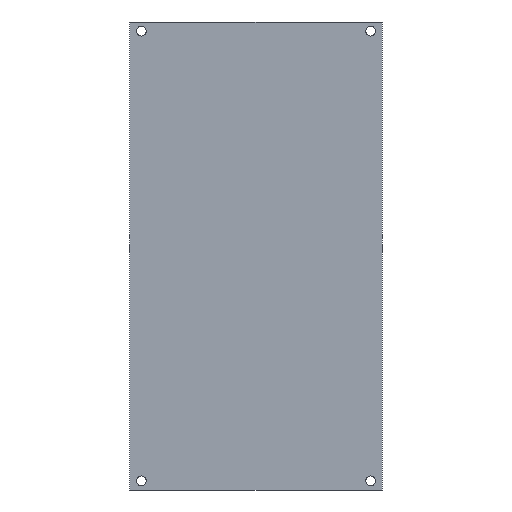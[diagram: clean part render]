
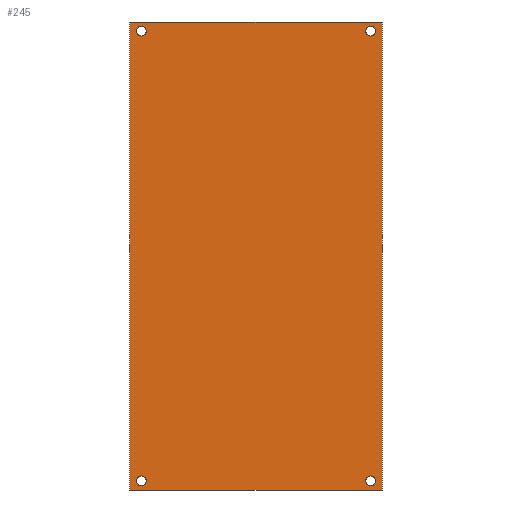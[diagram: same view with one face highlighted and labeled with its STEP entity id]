
A CAD part, front view. The second image highlights one B-rep face of the part: STEP entity #245.
In plain terms, the highlighted planar face has unit normal (0, -1, 0).
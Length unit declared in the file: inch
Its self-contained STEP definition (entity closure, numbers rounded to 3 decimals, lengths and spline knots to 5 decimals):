
#2 = CARTESIAN_POINT ( 'NONE',  ( 3.125, 0., 6.125 ) ) ;
#3 = EDGE_CURVE ( 'NONE', #516, #516, #248, .T. ) ;
#10 = CARTESIAN_POINT ( 'NONE',  ( -3.4375, 0., -6.375 ) ) ;
#14 = FACE_BOUND ( 'NONE', #336, .T. ) ;
#21 = CARTESIAN_POINT ( 'NONE',  ( -3.125, 0., 6.2575 ) ) ;
#26 = LINE ( 'NONE', #210, #219 ) ;
#31 = ORIENTED_EDGE ( 'NONE', *, *, #312, .T. ) ;
#33 = VECTOR ( 'NONE', #90, 39.37008 ) ;
#44 = DIRECTION ( 'NONE',  ( 0., 1., 0. ) ) ;
#55 = LINE ( 'NONE', #477, #285 ) ;
#59 = EDGE_LOOP ( 'NONE', ( #325, #71, #268, #195 ) ) ;
#66 = EDGE_LOOP ( 'NONE', ( #462 ) ) ;
#71 = ORIENTED_EDGE ( 'NONE', *, *, #131, .T. ) ;
#88 = CARTESIAN_POINT ( 'NONE',  ( 3.125, 0., -6.125 ) ) ;
#90 = DIRECTION ( 'NONE',  ( 1., 0., 0. ) ) ;
#103 = EDGE_CURVE ( 'NONE', #220, #359, #26, .T. ) ;
#110 = VERTEX_POINT ( 'NONE', #485 ) ;
#124 = CIRCLE ( 'NONE', #194, 0.1325 ) ;
#128 = PLANE ( 'NONE',  #337 ) ;
#131 = EDGE_CURVE ( 'NONE', #359, #368, #211, .T. ) ;
#145 = CARTESIAN_POINT ( 'NONE',  ( 3.4375, 0., 6.375 ) ) ;
#165 = AXIS2_PLACEMENT_3D ( 'NONE', #88, #215, #344 ) ;
#167 = DIRECTION ( 'NONE',  ( 0., 1., 0. ) ) ;
#169 = DIRECTION ( 'NONE',  ( 0., 0., 1. ) ) ;
#171 = AXIS2_PLACEMENT_3D ( 'NONE', #2, #44, #486 ) ;
#180 = LINE ( 'NONE', #10, #33 ) ;
#191 = CARTESIAN_POINT ( 'NONE',  ( 3.125, 0., -5.9925 ) ) ;
#194 = AXIS2_PLACEMENT_3D ( 'NONE', #375, #167, #169 ) ;
#195 = ORIENTED_EDGE ( 'NONE', *, *, #484, .T. ) ;
#200 = DIRECTION ( 'NONE',  ( 0., 0., -1. ) ) ;
#208 = CIRCLE ( 'NONE', #171, 0.1325 ) ;
#210 = CARTESIAN_POINT ( 'NONE',  ( 3.4375, 0., -6.375 ) ) ;
#211 = LINE ( 'NONE', #311, #426 ) ;
#214 = EDGE_CURVE ( 'NONE', #368, #110, #55, .T. ) ;
#215 = DIRECTION ( 'NONE',  ( 0., 1., 0. ) ) ;
#219 = VECTOR ( 'NONE', #259, 39.37008 ) ;
#220 = VERTEX_POINT ( 'NONE', #292 ) ;
#245 = ADVANCED_FACE ( 'NONE', ( #394, #295, #14, #526, #424 ), #128, .T. ) ;
#248 = CIRCLE ( 'NONE', #294, 0.1325 ) ;
#253 = VERTEX_POINT ( 'NONE', #431 ) ;
#259 = DIRECTION ( 'NONE',  ( 0., 0., 1. ) ) ;
#260 = VERTEX_POINT ( 'NONE', #21 ) ;
#268 = ORIENTED_EDGE ( 'NONE', *, *, #214, .T. ) ;
#277 = DIRECTION ( 'NONE',  ( 0., 0., 1. ) ) ;
#280 = CARTESIAN_POINT ( 'NONE',  ( -3.125, 0., -6.125 ) ) ;
#285 = VECTOR ( 'NONE', #441, 39.37008 ) ;
#292 = CARTESIAN_POINT ( 'NONE',  ( 3.4375, 0., -6.375 ) ) ;
#294 = AXIS2_PLACEMENT_3D ( 'NONE', #280, #416, #277 ) ;
#295 = FACE_BOUND ( 'NONE', #335, .T. ) ;
#299 = ORIENTED_EDGE ( 'NONE', *, *, #331, .T. ) ;
#300 = CARTESIAN_POINT ( 'NONE',  ( -3.4375, 0., -6.375 ) ) ;
#301 = EDGE_CURVE ( 'NONE', #466, #466, #334, .T. ) ;
#304 = ORIENTED_EDGE ( 'NONE', *, *, #3, .T. ) ;
#311 = CARTESIAN_POINT ( 'NONE',  ( -3.4375, 0., 6.375 ) ) ;
#312 = EDGE_CURVE ( 'NONE', #253, #253, #208, .T. ) ;
#321 = CARTESIAN_POINT ( 'NONE',  ( -3.125, 0., -5.9925 ) ) ;
#325 = ORIENTED_EDGE ( 'NONE', *, *, #103, .T. ) ;
#331 = EDGE_CURVE ( 'NONE', #260, #260, #124, .T. ) ;
#334 = CIRCLE ( 'NONE', #165, 0.1325 ) ;
#335 = EDGE_LOOP ( 'NONE', ( #304 ) ) ;
#336 = EDGE_LOOP ( 'NONE', ( #299 ) ) ;
#337 = AXIS2_PLACEMENT_3D ( 'NONE', #300, #369, #200 ) ;
#344 = DIRECTION ( 'NONE',  ( 0., 0., 1. ) ) ;
#359 = VERTEX_POINT ( 'NONE', #145 ) ;
#368 = VERTEX_POINT ( 'NONE', #461 ) ;
#369 = DIRECTION ( 'NONE',  ( 0., -1., 0. ) ) ;
#375 = CARTESIAN_POINT ( 'NONE',  ( -3.125, 0., 6.125 ) ) ;
#394 = FACE_OUTER_BOUND ( 'NONE', #59, .T. ) ;
#416 = DIRECTION ( 'NONE',  ( 0., 1., 0. ) ) ;
#424 = FACE_BOUND ( 'NONE', #522, .T. ) ;
#426 = VECTOR ( 'NONE', #491, 39.37008 ) ;
#431 = CARTESIAN_POINT ( 'NONE',  ( 3.125, 0., 6.2575 ) ) ;
#441 = DIRECTION ( 'NONE',  ( 0., 0., -1. ) ) ;
#461 = CARTESIAN_POINT ( 'NONE',  ( -3.4375, 0., 6.375 ) ) ;
#462 = ORIENTED_EDGE ( 'NONE', *, *, #301, .T. ) ;
#466 = VERTEX_POINT ( 'NONE', #191 ) ;
#477 = CARTESIAN_POINT ( 'NONE',  ( -3.4375, 0., -6.375 ) ) ;
#484 = EDGE_CURVE ( 'NONE', #110, #220, #180, .T. ) ;
#485 = CARTESIAN_POINT ( 'NONE',  ( -3.4375, 0., -6.375 ) ) ;
#486 = DIRECTION ( 'NONE',  ( 0., 0., 1. ) ) ;
#491 = DIRECTION ( 'NONE',  ( -1., 0., 0. ) ) ;
#516 = VERTEX_POINT ( 'NONE', #321 ) ;
#522 = EDGE_LOOP ( 'NONE', ( #31 ) ) ;
#526 = FACE_BOUND ( 'NONE', #66, .T. ) ;
